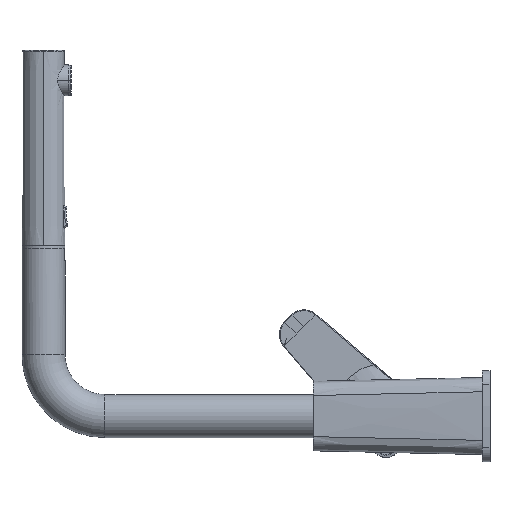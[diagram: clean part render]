
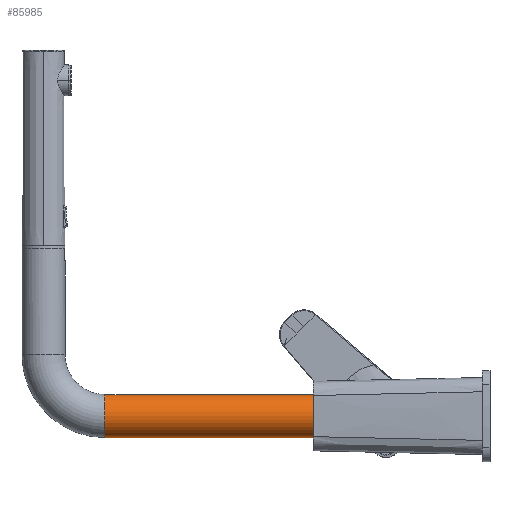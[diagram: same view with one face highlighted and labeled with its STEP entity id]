
A CAD part, left-side view. The second image highlights one B-rep face of the part: STEP entity #85985.
In plain terms, the highlighted cylindrical face has radius 14 mm (diameter 28 mm), a partial arc.
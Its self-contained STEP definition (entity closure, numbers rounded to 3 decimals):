
#28062=CARTESIAN_POINT('',(0.,109.8,0.));
#28063=DIRECTION('',(0.,1.,0.));
#28064=DIRECTION('',(0.,0.,-1.));
#28065=AXIS2_PLACEMENT_3D('',#28062,#28063,#28064);
#28067=DIRECTION('',(0.,1.,0.));
#28068=VECTOR('',#28067,135.8);
#28069=CARTESIAN_POINT('',(0.,109.8,14.));
#28070=LINE('',#28069,#28068);
#28071=DIRECTION('',(0.,1.,0.));
#28072=VECTOR('',#28071,135.8);
#28073=CARTESIAN_POINT('',(0.,109.8,-14.));
#28074=LINE('',#28073,#28072);
#28075=CARTESIAN_POINT('',(0.,245.6,0.));
#28076=DIRECTION('',(0.,1.,0.));
#28077=DIRECTION('',(0.,0.,-1.));
#28078=AXIS2_PLACEMENT_3D('',#28075,#28076,#28077);
#39356=CARTESIAN_POINT('',(0.,245.6,14.));
#39357=CARTESIAN_POINT('',(0.,245.6,-14.));
#39358=VERTEX_POINT('',#39356);
#39359=VERTEX_POINT('',#39357);
#39387=CARTESIAN_POINT('',(0.,109.8,14.));
#39388=CARTESIAN_POINT('',(0.,109.8,-14.));
#39389=VERTEX_POINT('',#39387);
#39390=VERTEX_POINT('',#39388);
#85973=CARTESIAN_POINT('',(0.,109.8,0.));
#85974=DIRECTION('',(0.,1.,0.));
#85975=DIRECTION('',(0.,0.,1.));
#85976=AXIS2_PLACEMENT_3D('',#85973,#85974,#85975);
#85977=CYLINDRICAL_SURFACE('',#85976,14.);
#85978=ORIENTED_EDGE('',*,*,#85939,.F.);
#85979=ORIENTED_EDGE('',*,*,#85961,.T.);
#85981=ORIENTED_EDGE('',*,*,#85980,.T.);
#85982=ORIENTED_EDGE('',*,*,#85957,.F.);
#85983=EDGE_LOOP('',(#85978,#85979,#85981,#85982));
#85984=FACE_OUTER_BOUND('',#85983,.F.);
#85985=ADVANCED_FACE('',(#85984),#85977,.T.);
#28066=CIRCLE('',#28065,14.);
#28079=CIRCLE('',#28078,14.);
#85939=EDGE_CURVE('',#39390,#39389,#28066,.T.);
#85957=EDGE_CURVE('',#39389,#39358,#28070,.T.);
#85961=EDGE_CURVE('',#39390,#39359,#28074,.T.);
#85980=EDGE_CURVE('',#39359,#39358,#28079,.T.);
